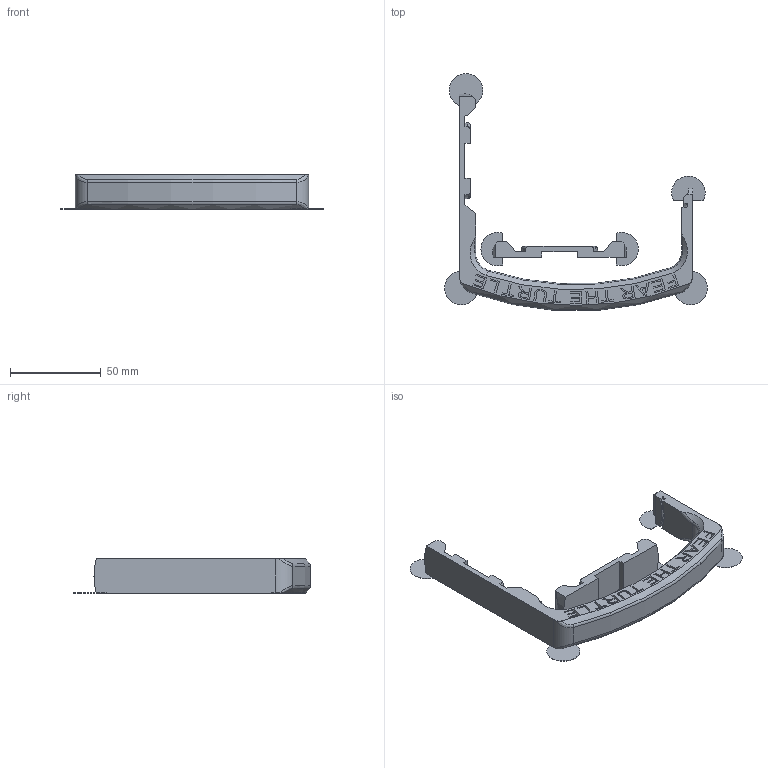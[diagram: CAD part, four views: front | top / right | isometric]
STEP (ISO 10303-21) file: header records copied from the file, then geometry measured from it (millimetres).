
FILE_DESCRIPTION(/* description */ (''),/* implementation_level */ '2;1');
FILE_NAME(/* name */ 'Can-Handle_Fear-The-Turtle_anchored_01.stp',/* time_stamp */ '2015-11-18T14:30:05-05:00',/* author */ ('agranados'),/* organization */ (''),/* preprocessor_version */ 'ST-DEVELOPER v16.1',/* originating_system */ 'AutoCAD Mechanical',/* authorisation */ '');
FILE_SCHEMA (('AUTOMOTIVE_DESIGN { 1 0 10303 214 3 1 1 }'));
Length unit declared in the file: inch
Products named in the file (1): Product
Bounding box: 145.03 x 130.75 x 19.05 mm (x, y, z)
Volume: 56816.1 mm3; surface area: 22997 mm2
Topology: 8 solids, 8 shells, 365 faces, 1000 edges, 669 vertices
Faces by surface type: plane 303, cylinder 27, torus 14, cone 13, bspline 8
Full cylindrical faces by diameter (mm): 18.468 x3
Entity records: 11827 total; most frequent: CARTESIAN_POINT 2593, ORIENTED_EDGE 1990, DIRECTION 1739, EDGE_CURVE 995, LINE 835, VECTOR 835, VERTEX_POINT 665, AXIS2_PLACEMENT_3D 452
